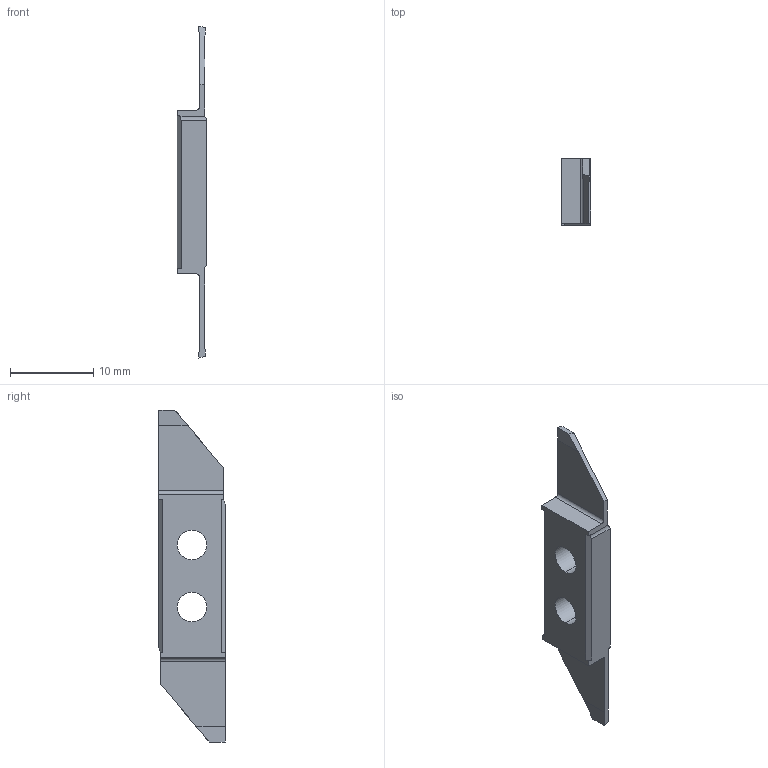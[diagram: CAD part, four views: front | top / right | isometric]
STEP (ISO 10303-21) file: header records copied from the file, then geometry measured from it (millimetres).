
FILE_DESCRIPTION (( 'STEP AP214' ), '1' );
FILE_NAME ('CUT-CUT-3002-05-03 stp.step', '2023-07-25T11:41:03', ( '' ), ( '' ), 'SwSTEP 2.0', 'SolidWorks 2022', '' );
FILE_SCHEMA (( 'AUTOMOTIVE_DESIGN' ));
Length unit declared in the file: millimetre
Products named in the file (1): CUT-CUT-3002-05-03 stp
Bounding box: 3.6 x 8 x 40 mm (x, y, z)
Volume: 558.8 mm3; surface area: 793.2 mm2
Topology: 1 solids, 1 shells, 36 faces, 102 edges, 68 vertices
Faces by surface type: plane 26, cylinder 10
Entity records: 1208 total; most frequent: CARTESIAN_POINT 219, ORIENTED_EDGE 204, DIRECTION 190, EDGE_CURVE 102, LINE 80, VECTOR 80, VERTEX_POINT 68, AXIS2_PLACEMENT_3D 55
